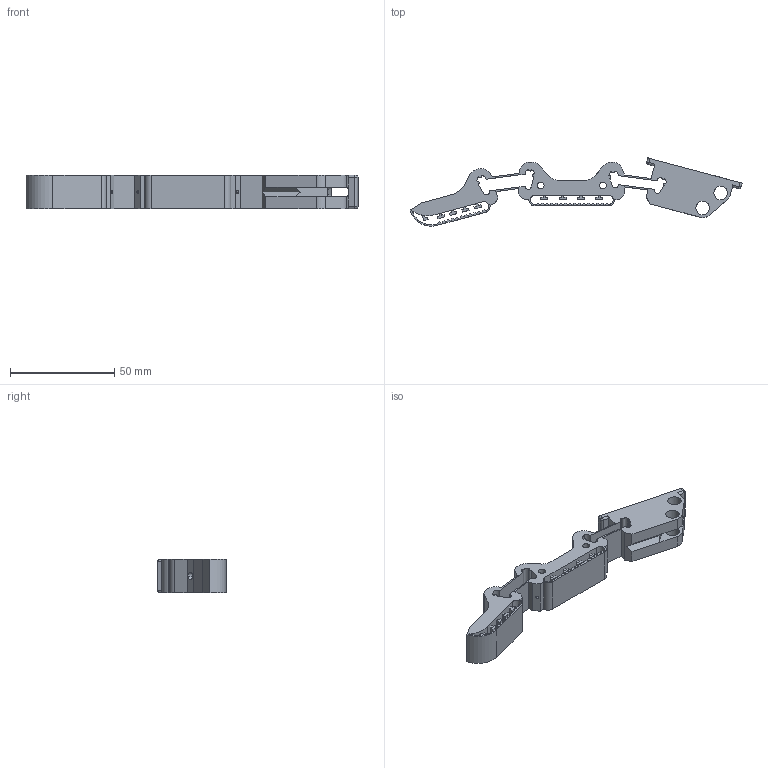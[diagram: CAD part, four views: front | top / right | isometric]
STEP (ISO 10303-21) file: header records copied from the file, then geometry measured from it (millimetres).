
FILE_DESCRIPTION (( 'STEP AP203' ), '1' );
FILE_NAME ('finger_ff_t.STEP', '2015-02-28T01:09:35', ( '' ), ( '' ), 'SwSTEP 2.0', 'SolidWorks 2013', '' );
FILE_SCHEMA (( 'CONFIG_CONTROL_DESIGN' ));
Length unit declared in the file: millimetre
Products named in the file (1): finger_ff_t
Bounding box: 158.88 x 32.65 x 16 mm (x, y, z)
Volume: 23678.9 mm3; surface area: 17323.4 mm2
Topology: 1 solids, 1 shells, 345 faces, 1004 edges, 659 vertices
Faces by surface type: plane 256, cylinder 79, cone 6, sphere 4
Entity records: 11361 total; most frequent: CARTESIAN_POINT 2005, ORIENTED_EDGE 1988, DIRECTION 1856, EDGE_CURVE 994, VECTOR 820, LINE 820, VERTEX_POINT 659, AXIS2_PLACEMENT_3D 518
